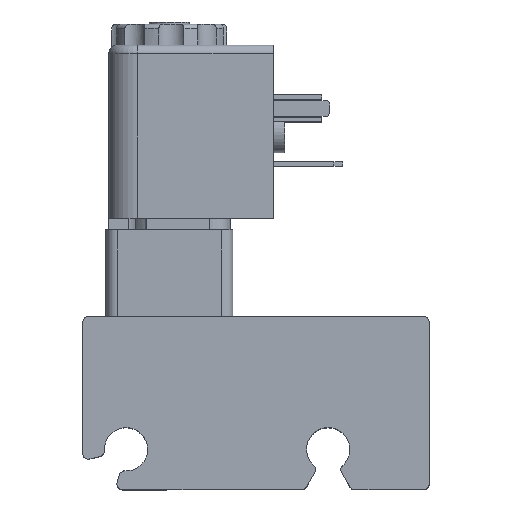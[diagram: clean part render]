
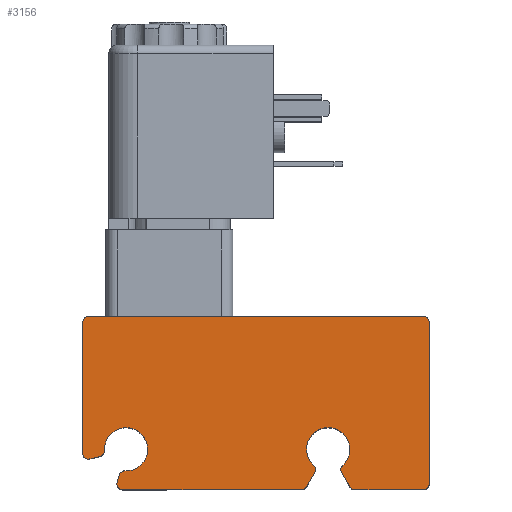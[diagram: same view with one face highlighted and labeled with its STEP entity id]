
A CAD part, top view. The second image highlights one B-rep face of the part: STEP entity #3156.
In plain terms, the highlighted planar face has unit normal (0, 0, 1).
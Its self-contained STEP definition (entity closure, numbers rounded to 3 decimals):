
#2599=CARTESIAN_POINT('',(-13.37,-8.846,24.));
#2600=VERTEX_POINT('',#2599);
#2608=CARTESIAN_POINT('',(-9.811,-12.405,24.));
#2609=VERTEX_POINT('',#2608);
#2616=CARTESIAN_POINT('',(-9.624,-8.66,24.));
#2617=DIRECTION('',(0.0,0.0,1.0));
#2618=DIRECTION('',(0.259,0.966,0.0));
#2619=AXIS2_PLACEMENT_3D('',#2616,#2617,#2618);
#2620=CIRCLE('',#2619,3.75);
#2621=EDGE_CURVE('',#2609,#2600,#2620,.T.);
#2631=CARTESIAN_POINT('',(-10.197,-15.66,24.));
#2632=VERTEX_POINT('',#2631);
#2640=CARTESIAN_POINT('',(20.757,-15.66,24.));
#2641=VERTEX_POINT('',#2640);
#2648=CARTESIAN_POINT('',(20.757,-15.66,24.));
#2649=DIRECTION('',(-1.0,0.0,0.0));
#2650=VECTOR('',#2649,30.954);
#2651=LINE('',#2648,#2650);
#2652=EDGE_CURVE('',#2641,#2632,#2651,.T.);
#2673=CARTESIAN_POINT('',(22.859,-11.44,24.));
#2674=VERTEX_POINT('',#2673);
#2682=CARTESIAN_POINT('',(27.892,-11.44,24.));
#2683=VERTEX_POINT('',#2682);
#2690=CARTESIAN_POINT('',(25.376,-8.66,24.));
#2691=DIRECTION('',(0.0,0.0,1.0));
#2692=DIRECTION('',(-0.5,0.866,0.0));
#2693=AXIS2_PLACEMENT_3D('',#2690,#2691,#2692);
#2694=CIRCLE('',#2693,3.75);
#2695=EDGE_CURVE('',#2683,#2674,#2694,.T.);
#2705=CARTESIAN_POINT('',(29.994,-15.66,24.));
#2706=VERTEX_POINT('',#2705);
#2714=CARTESIAN_POINT('',(41.876,-15.66,24.));
#2715=VERTEX_POINT('',#2714);
#2722=CARTESIAN_POINT('',(41.876,-15.66,24.));
#2723=DIRECTION('',(-1.0,0.0,0.0));
#2724=VECTOR('',#2723,11.881);
#2725=LINE('',#2722,#2724);
#2726=EDGE_CURVE('',#2715,#2706,#2725,.T.);
#2736=CARTESIAN_POINT('',(-17.124,13.34,24.));
#2737=VERTEX_POINT('',#2736);
#2738=CARTESIAN_POINT('',(-16.124,14.34,24.));
#2739=VERTEX_POINT('',#2738);
#2740=CARTESIAN_POINT('',(-16.124,13.34,24.));
#2741=DIRECTION('',(0.0,0.0,-1.0));
#2742=DIRECTION('',(-0.707,0.707,0.0));
#2743=AXIS2_PLACEMENT_3D('',#2740,#2741,#2742);
#2744=CIRCLE('',#2743,1.0);
#2745=EDGE_CURVE('',#2737,#2739,#2744,.T.);
#2768=CARTESIAN_POINT('',(-17.124,-9.366,24.));
#2769=VERTEX_POINT('',#2768);
#2776=CARTESIAN_POINT('',(-17.124,-9.366,24.));
#2777=DIRECTION('',(0.0,1.0,0.0));
#2778=VECTOR('',#2777,22.706);
#2779=LINE('',#2776,#2778);
#2780=EDGE_CURVE('',#2769,#2737,#2779,.T.);
#2803=CARTESIAN_POINT('',(-15.866,-10.332,24.));
#2804=VERTEX_POINT('',#2803);
#2805=CARTESIAN_POINT('',(-16.124,-9.366,24.));
#2806=DIRECTION('',(0.0,0.0,-1.0));
#2807=DIRECTION('',(-0.609,-0.793,0.0));
#2808=AXIS2_PLACEMENT_3D('',#2805,#2806,#2807);
#2809=CIRCLE('',#2808,1.0);
#2810=EDGE_CURVE('',#2804,#2769,#2809,.T.);
#2828=CARTESIAN_POINT('',(41.876,14.34,24.));
#2829=VERTEX_POINT('',#2828);
#2830=CARTESIAN_POINT('',(42.876,13.34,24.));
#2831=VERTEX_POINT('',#2830);
#2832=CARTESIAN_POINT('',(41.876,13.34,24.));
#2833=DIRECTION('',(0.0,0.0,-1.0));
#2834=DIRECTION('',(0.707,0.707,0.0));
#2835=AXIS2_PLACEMENT_3D('',#2832,#2833,#2834);
#2836=CIRCLE('',#2835,1.0);
#2837=EDGE_CURVE('',#2829,#2831,#2836,.T.);
#2860=CARTESIAN_POINT('',(42.876,-14.66,24.));
#2861=VERTEX_POINT('',#2860);
#2870=CARTESIAN_POINT('',(42.876,13.34,24.));
#2871=DIRECTION('',(0.0,-1.0,0.0));
#2872=VECTOR('',#2871,28.0);
#2873=LINE('',#2870,#2872);
#2874=EDGE_CURVE('',#2831,#2861,#2873,.T.);
#2895=CARTESIAN_POINT('',(41.876,-14.66,24.));
#2896=DIRECTION('',(0.0,0.0,-1.0));
#2897=DIRECTION('',(0.707,-0.707,0.0));
#2898=AXIS2_PLACEMENT_3D('',#2895,#2896,#2897);
#2899=CIRCLE('',#2898,1.0);
#2900=EDGE_CURVE('',#2861,#2715,#2899,.T.);
#2913=CARTESIAN_POINT('',(29.128,-15.16,24.));
#2914=VERTEX_POINT('',#2913);
#2915=CARTESIAN_POINT('',(29.994,-14.66,24.));
#2916=DIRECTION('',(0.0,0.0,-1.0));
#2917=DIRECTION('',(-0.5,-0.866,0.0));
#2918=AXIS2_PLACEMENT_3D('',#2915,#2916,#2917);
#2919=CIRCLE('',#2918,1.0);
#2920=EDGE_CURVE('',#2706,#2914,#2919,.T.);
#2938=CARTESIAN_POINT('',(27.697,-12.681,24.));
#2939=VERTEX_POINT('',#2938);
#2948=CARTESIAN_POINT('',(29.128,-15.16,24.));
#2949=DIRECTION('',(-0.5,0.866,0.0));
#2950=VECTOR('',#2949,2.862);
#2951=LINE('',#2948,#2950);
#2952=EDGE_CURVE('',#2914,#2939,#2951,.T.);
#2962=CARTESIAN_POINT('',(28.563,-12.181,24.));
#2963=DIRECTION('',(0.0,0.0,-1.0));
#2964=DIRECTION('',(-0.988,0.155,0.0));
#2965=AXIS2_PLACEMENT_3D('',#2962,#2963,#2964);
#2966=CIRCLE('',#2965,1.0);
#2967=EDGE_CURVE('',#2939,#2683,#2966,.T.);
#2980=CARTESIAN_POINT('',(23.054,-12.681,24.));
#2981=VERTEX_POINT('',#2980);
#2982=CARTESIAN_POINT('',(22.188,-12.181,24.));
#2983=DIRECTION('',(0.0,0.0,-1.0));
#2984=DIRECTION('',(0.988,0.155,0.0));
#2985=AXIS2_PLACEMENT_3D('',#2982,#2983,#2984);
#2986=CIRCLE('',#2985,1.0);
#2987=EDGE_CURVE('',#2674,#2981,#2986,.T.);
#3005=CARTESIAN_POINT('',(21.623,-15.16,24.));
#3006=VERTEX_POINT('',#3005);
#3015=CARTESIAN_POINT('',(23.054,-12.681,24.));
#3016=DIRECTION('',(-0.5,-0.866,0.0));
#3017=VECTOR('',#3016,2.862);
#3018=LINE('',#3015,#3017);
#3019=EDGE_CURVE('',#2981,#3006,#3018,.T.);
#3029=CARTESIAN_POINT('',(20.757,-14.66,24.));
#3030=DIRECTION('',(0.0,0.0,-1.0));
#3031=DIRECTION('',(0.5,-0.866,0.0));
#3032=AXIS2_PLACEMENT_3D('',#3029,#3030,#3031);
#3033=CIRCLE('',#3032,1.0);
#3034=EDGE_CURVE('',#3006,#2641,#3033,.T.);
#3047=CARTESIAN_POINT('',(-11.163,-14.401,24.));
#3048=VERTEX_POINT('',#3047);
#3049=CARTESIAN_POINT('',(-10.197,-14.66,24.));
#3050=DIRECTION('',(0.0,0.0,-1.0));
#3051=DIRECTION('',(-0.793,-0.609,0.0));
#3052=AXIS2_PLACEMENT_3D('',#3049,#3050,#3051);
#3053=CIRCLE('',#3052,1.0);
#3054=EDGE_CURVE('',#2632,#3048,#3053,.T.);
#3072=CARTESIAN_POINT('',(-10.826,-13.145,24.));
#3073=VERTEX_POINT('',#3072);
#3082=CARTESIAN_POINT('',(-11.163,-14.401,24.));
#3083=DIRECTION('',(0.259,0.966,0.0));
#3084=VECTOR('',#3083,1.3);
#3085=LINE('',#3082,#3084);
#3086=EDGE_CURVE('',#3048,#3073,#3085,.T.);
#3096=CARTESIAN_POINT('',(-9.86,-13.404,24.));
#3097=DIRECTION('',(0.0,0.0,-1.0));
#3098=DIRECTION('',(-0.589,0.808,0.0));
#3099=AXIS2_PLACEMENT_3D('',#3096,#3097,#3098);
#3100=CIRCLE('',#3099,1.0);
#3101=EDGE_CURVE('',#3073,#2609,#3100,.T.);
#3109=CARTESIAN_POINT('',(12.516,-1.735,24.));
#3110=DIRECTION('',(0.0,0.0,1.0));
#3111=DIRECTION('',(1.0,0.0,0.0));
#3112=AXIS2_PLACEMENT_3D('',#3109,#3110,#3111);
#3113=PLANE('',#3112);
#3114=CARTESIAN_POINT('',(-14.11,-9.862,24.));
#3115=VERTEX_POINT('',#3114);
#3116=CARTESIAN_POINT('',(-14.368,-8.896,24.));
#3117=DIRECTION('',(0.0,0.0,-1.0));
#3118=DIRECTION('',(0.808,-0.589,0.0));
#3119=AXIS2_PLACEMENT_3D('',#3116,#3117,#3118);
#3120=CIRCLE('',#3119,1.0);
#3121=EDGE_CURVE('',#2600,#3115,#3120,.T.);
#3122=ORIENTED_EDGE('',*,*,#3121,.F.);
#3123=ORIENTED_EDGE('',*,*,#2621,.F.);
#3124=ORIENTED_EDGE('',*,*,#3101,.F.);
#3125=ORIENTED_EDGE('',*,*,#3086,.F.);
#3126=ORIENTED_EDGE('',*,*,#3054,.F.);
#3127=ORIENTED_EDGE('',*,*,#2652,.F.);
#3128=ORIENTED_EDGE('',*,*,#3034,.F.);
#3129=ORIENTED_EDGE('',*,*,#3019,.F.);
#3130=ORIENTED_EDGE('',*,*,#2987,.F.);
#3131=ORIENTED_EDGE('',*,*,#2695,.F.);
#3132=ORIENTED_EDGE('',*,*,#2967,.F.);
#3133=ORIENTED_EDGE('',*,*,#2952,.F.);
#3134=ORIENTED_EDGE('',*,*,#2920,.F.);
#3135=ORIENTED_EDGE('',*,*,#2726,.F.);
#3136=ORIENTED_EDGE('',*,*,#2900,.F.);
#3137=ORIENTED_EDGE('',*,*,#2874,.F.);
#3138=ORIENTED_EDGE('',*,*,#2837,.F.);
#3139=CARTESIAN_POINT('',(-16.124,14.34,24.));
#3140=DIRECTION('',(1.0,0.0,0.0));
#3141=VECTOR('',#3140,58.);
#3142=LINE('',#3139,#3141);
#3143=EDGE_CURVE('',#2739,#2829,#3142,.T.);
#3144=ORIENTED_EDGE('',*,*,#3143,.F.);
#3145=ORIENTED_EDGE('',*,*,#2745,.F.);
#3146=ORIENTED_EDGE('',*,*,#2780,.F.);
#3147=ORIENTED_EDGE('',*,*,#2810,.F.);
#3148=CARTESIAN_POINT('',(-14.11,-9.862,24.));
#3149=DIRECTION('',(-0.966,-0.259,0.0));
#3150=VECTOR('',#3149,1.818);
#3151=LINE('',#3148,#3150);
#3152=EDGE_CURVE('',#3115,#2804,#3151,.T.);
#3153=ORIENTED_EDGE('',*,*,#3152,.F.);
#3154=EDGE_LOOP('',(#3122,#3123,#3124,#3125,#3126,#3127,#3128,#3129,#3130,#3131,#3132,#3133,#3134,#3135,#3136,#3137,#3138,#3144,#3145,#3146,#3147,#3153));
#3155=FACE_OUTER_BOUND('',#3154,.T.);
#3156=ADVANCED_FACE('',(#3155),#3113,.T.);
